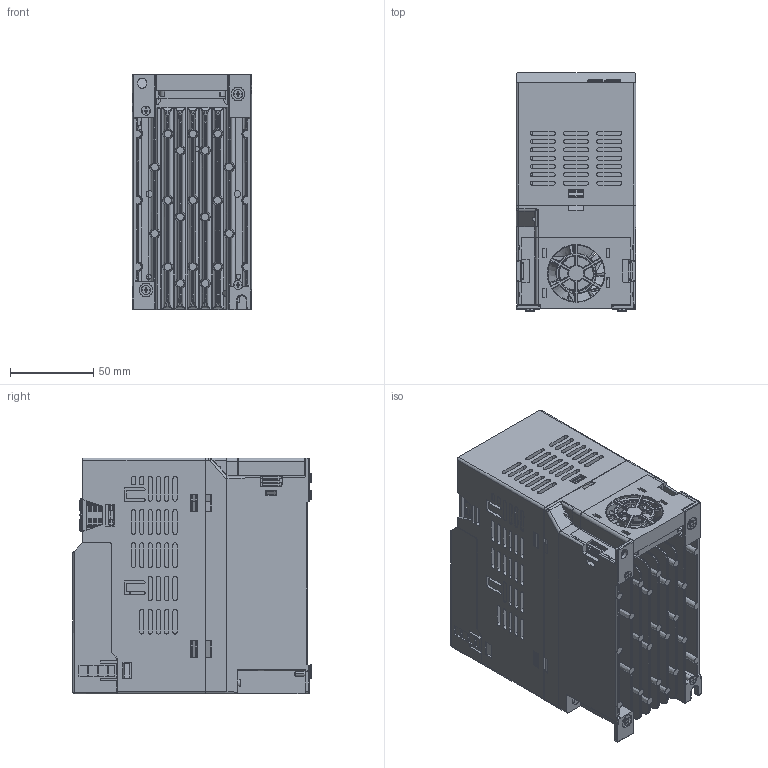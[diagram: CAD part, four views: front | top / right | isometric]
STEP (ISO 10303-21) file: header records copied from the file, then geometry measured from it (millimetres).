
FILE_DESCRIPTION(/* description */ (''),/* implementation_level */ '2;1');
FILE_NAME(/* name */ 'e380-015',/* time_stamp */ '2021-09-13T10:31:37+08:00',/* author */ (''),/* organization */ (''),/* preprocessor_version */ 'ST-DEVELOPER v16.5',/* originating_system */ '',/* authorisation */ '');
FILE_SCHEMA (('CONFIG_CONTROL_DESIGN'));
Products named in the file (1): Document
Bounding box: 72 x 143.5 x 142 mm (x, y, z)
Volume: 4441.7 mm3; surface area: 275800.6 mm2
Topology: 27 solids, 28 shells, 4589 faces, 12938 edges, 8408 vertices
Faces by surface type: plane 2982, cylinder 1154, bspline 453
Entity records: 161095 total; most frequent: CARTESIAN_POINT 76389, ORIENTED_EDGE 25812, EDGE_CURVE 12909, B_SPLINE_CURVE_WITH_KNOTS 10510, VERTEX_POINT 8408, EDGE_LOOP 4940, ADVANCED_FACE 4589, FACE_OUTER_BOUND 4589
